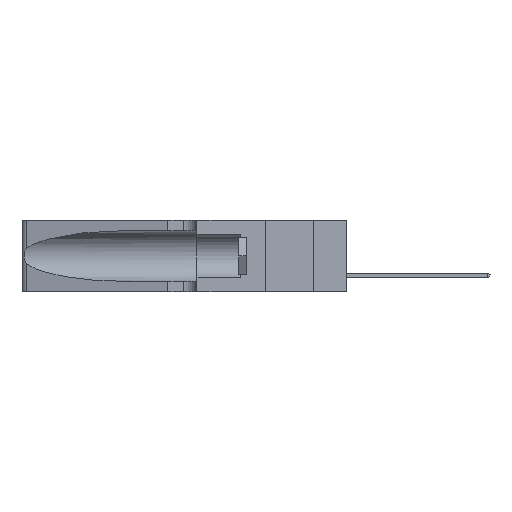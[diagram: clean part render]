
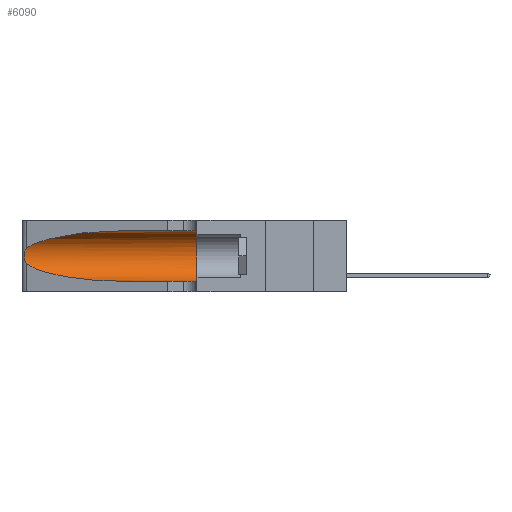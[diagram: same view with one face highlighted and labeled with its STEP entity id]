
A CAD part, left-side view. The second image highlights one B-rep face of the part: STEP entity #6090.
In plain terms, the highlighted cylindrical face has radius 3.308 mm (diameter 6.617 mm), a partial arc.
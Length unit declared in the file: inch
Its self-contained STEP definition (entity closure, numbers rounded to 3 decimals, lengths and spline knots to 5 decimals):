
#426 = VERTEX_POINT ( 'NONE', #4118 ) ;
#782 =( BOUNDED_CURVE ( )  B_SPLINE_CURVE ( 3, ( #34241, #28540, #11182, #8614 ),
 .UNSPECIFIED., .F., .F. ) 
 B_SPLINE_CURVE_WITH_KNOTS ( ( 4, 4 ),
 ( 3.44316, 4.71239 ),
 .UNSPECIFIED. ) 
 CURVE ( )  GEOMETRIC_REPRESENTATION_ITEM ( )  RATIONAL_B_SPLINE_CURVE ( ( 1., 0.87, 0.87, 1. ) ) 
 REPRESENTATION_ITEM ( '' )  );
#1106 = EDGE_CURVE ( 'NONE', #11697, #16465, #5703, .T. ) ;
#1372 = LINE ( 'NONE', #23817, #7736 ) ;
#1768 = CARTESIAN_POINT ( 'NONE',  ( 0.26018, 1.23835, 0.19895 ) ) ;
#2769 = VECTOR ( 'NONE', #22243, 39.37008 ) ;
#4118 = CARTESIAN_POINT ( 'NONE',  ( 0.25487, 1.22718, 0.14631 ) ) ;
#4304 = CARTESIAN_POINT ( 'NONE',  ( 0.1305, 0.35, 0.05475 ) ) ;
#4442 = CARTESIAN_POINT ( 'NONE',  ( 0.25787, 1.23484, 0.2124 ) ) ;
#4693 = CARTESIAN_POINT ( 'NONE',  ( 0.26075, 1.23896, 0.19203 ) ) ;
#4823 = CARTESIAN_POINT ( 'NONE',  ( 0.1305, 0.35, 0.31525 ) ) ;
#5703 = CIRCLE ( 'NONE', #37565, 0.13025 ) ;
#6090 = ADVANCED_FACE ( 'NONE', ( #28483 ), #25298, .F. ) ;
#6893 = CARTESIAN_POINT ( 'NONE',  ( 0.1305, 0.72297, 0.31525 ) ) ;
#7313 = CARTESIAN_POINT ( 'NONE',  ( 0.25487, 1.22718, 0.22369 ) ) ;
#7350 = CARTESIAN_POINT ( 'NONE',  ( 0.25854, 1.2359, 0.20912 ) ) ;
#7471 = CARTESIAN_POINT ( 'NONE',  ( 0.25789, 1.23486, 0.15765 ) ) ;
#7591 = CARTESIAN_POINT ( 'NONE',  ( 0.25856, 1.23593, 0.16098 ) ) ;
#7736 = VECTOR ( 'NONE', #17964, 39.37008 ) ;
#8614 = CARTESIAN_POINT ( 'NONE',  ( 0.1305, 0.72297, 0.05475 ) ) ;
#8674 = B_SPLINE_CURVE_WITH_KNOTS ( 'NONE', 3,
 ( #30180, #36390, #13305, #4442, #7350, #1768, #4693, #19012, #24727, #7591, #7471, #30559, #13176, #30681 ),
 .UNSPECIFIED., .F., .F.,
 ( 4, 2, 2, 2, 2, 2, 4 ),
 ( 0., 0.00027, 0.00053, 0.00107, 0.0016, 0.00187, 0.00214 ),
 .UNSPECIFIED. ) ;
#9958 = CARTESIAN_POINT ( 'NONE',  ( 0.1305, 0.72297, 0.05475 ) ) ;
#11018 = AXIS2_PLACEMENT_3D ( 'NONE', #18219, #20778, #27346 ) ;
#11182 = CARTESIAN_POINT ( 'NONE',  ( 0.18966, 0.96281, 0.05475 ) ) ;
#11697 = VERTEX_POINT ( 'NONE', #4823 ) ;
#12109 = VERTEX_POINT ( 'NONE', #9958 ) ;
#12465 = CARTESIAN_POINT ( 'NONE',  ( 0.18966, 0.96281, 0.31525 ) ) ;
#13176 = CARTESIAN_POINT ( 'NONE',  ( 0.25555, 1.22993, 0.14849 ) ) ;
#13305 = CARTESIAN_POINT ( 'NONE',  ( 0.25639, 1.23184, 0.21858 ) ) ;
#13430 = EDGE_CURVE ( 'NONE', #12109, #16465, #1372, .T. ) ;
#13845 = ORIENTED_EDGE ( 'NONE', *, *, #13430, .T. ) ;
#14929 = EDGE_CURVE ( 'NONE', #426, #12109, #782, .T. ) ;
#15467 =( BOUNDED_CURVE ( )  B_SPLINE_CURVE ( 3, ( #6893, #12465, #30095, #35529 ),
 .UNSPECIFIED., .F., .T. ) 
 B_SPLINE_CURVE_WITH_KNOTS ( ( 4, 4 ),
 ( 1.5708, 2.84003 ),
 .UNSPECIFIED. ) 
 CURVE ( )  GEOMETRIC_REPRESENTATION_ITEM ( )  RATIONAL_B_SPLINE_CURVE ( ( 1., 0.87, 0.87, 1. ) ) 
 REPRESENTATION_ITEM ( '' )  );
#16465 = VERTEX_POINT ( 'NONE', #4304 ) ;
#16963 = CARTESIAN_POINT ( 'NONE',  ( 0.1305, 0.35, 0.185 ) ) ;
#17964 = DIRECTION ( 'NONE',  ( 0., -1., 0. ) ) ;
#18219 = CARTESIAN_POINT ( 'NONE',  ( 0.1305, 1.61858, 0.185 ) ) ;
#18441 = ORIENTED_EDGE ( 'NONE', *, *, #14929, .T. ) ;
#18643 = ORIENTED_EDGE ( 'NONE', *, *, #32628, .T. ) ;
#19012 = CARTESIAN_POINT ( 'NONE',  ( 0.26075, 1.23896, 0.178 ) ) ;
#19413 = ORIENTED_EDGE ( 'NONE', *, *, #30165, .F. ) ;
#19885 = DIRECTION ( 'NONE',  ( 0., 1., 0. ) ) ;
#20778 = DIRECTION ( 'NONE',  ( 0., -1., 0. ) ) ;
#22243 = DIRECTION ( 'NONE',  ( 0., -1., 0. ) ) ;
#23817 = CARTESIAN_POINT ( 'NONE',  ( 0.1305, 1.61858, 0.05475 ) ) ;
#24727 = CARTESIAN_POINT ( 'NONE',  ( 0.26017, 1.23833, 0.17102 ) ) ;
#24908 = CARTESIAN_POINT ( 'NONE',  ( 0.1305, 1.61858, 0.31525 ) ) ;
#25298 = CYLINDRICAL_SURFACE ( 'NONE', #11018, 0.13025 ) ;
#25708 = DIRECTION ( 'NONE',  ( 0., 0., 1. ) ) ;
#27346 = DIRECTION ( 'NONE',  ( 0., 0., -1. ) ) ;
#27576 = ORIENTED_EDGE ( 'NONE', *, *, #33373, .T. ) ;
#27959 = ORIENTED_EDGE ( 'NONE', *, *, #1106, .F. ) ;
#28483 = FACE_OUTER_BOUND ( 'NONE', #36723, .T. ) ;
#28540 = CARTESIAN_POINT ( 'NONE',  ( 0.2373, 1.15595, 0.08982 ) ) ;
#28804 = VERTEX_POINT ( 'NONE', #35618 ) ;
#29507 = VERTEX_POINT ( 'NONE', #7313 ) ;
#30095 = CARTESIAN_POINT ( 'NONE',  ( 0.2373, 1.15595, 0.28018 ) ) ;
#30165 = EDGE_CURVE ( 'NONE', #28804, #11697, #37282, .T. ) ;
#30180 = CARTESIAN_POINT ( 'NONE',  ( 0.25487, 1.22718, 0.22369 ) ) ;
#30559 = CARTESIAN_POINT ( 'NONE',  ( 0.25639, 1.23186, 0.15144 ) ) ;
#30681 = CARTESIAN_POINT ( 'NONE',  ( 0.25487, 1.22718, 0.14631 ) ) ;
#32628 = EDGE_CURVE ( 'NONE', #28804, #29507, #15467, .T. ) ;
#33373 = EDGE_CURVE ( 'NONE', #29507, #426, #8674, .T. ) ;
#34241 = CARTESIAN_POINT ( 'NONE',  ( 0.25487, 1.22718, 0.14631 ) ) ;
#35529 = CARTESIAN_POINT ( 'NONE',  ( 0.25487, 1.22718, 0.22369 ) ) ;
#35618 = CARTESIAN_POINT ( 'NONE',  ( 0.1305, 0.72297, 0.31525 ) ) ;
#36390 = CARTESIAN_POINT ( 'NONE',  ( 0.25555, 1.22994, 0.2215 ) ) ;
#36723 = EDGE_LOOP ( 'NONE', ( #18643, #27576, #18441, #13845, #27959, #19413 ) ) ;
#37282 = LINE ( 'NONE', #24908, #2769 ) ;
#37565 = AXIS2_PLACEMENT_3D ( 'NONE', #16963, #19885, #25708 ) ;
